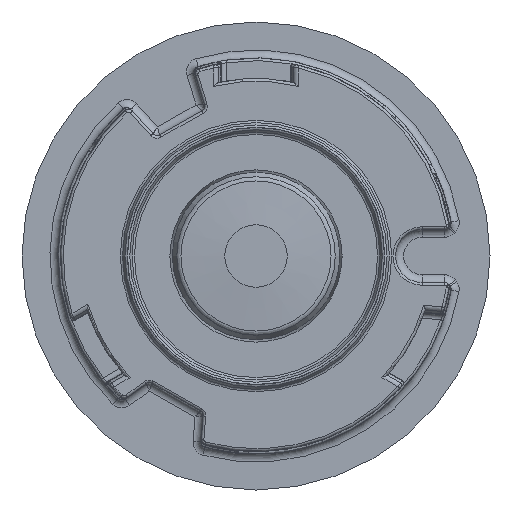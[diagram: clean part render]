
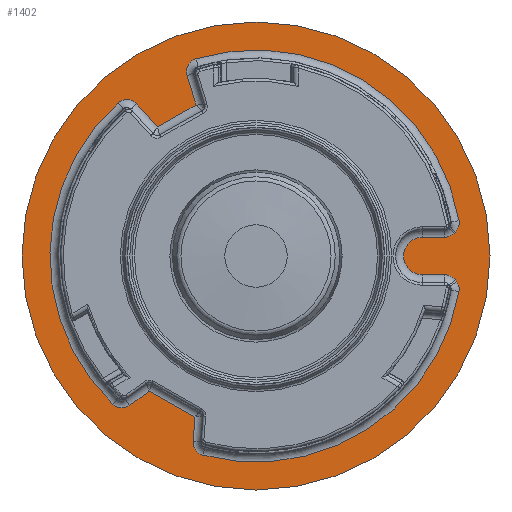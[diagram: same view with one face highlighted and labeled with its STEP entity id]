
A CAD part, left-side view. The second image highlights one B-rep face of the part: STEP entity #1402.
In plain terms, the highlighted planar face has unit normal (-1, 0, 0).
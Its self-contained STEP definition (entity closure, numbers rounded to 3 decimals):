
#1402=ADVANCED_FACE('',(#3408,#3409),#1968,.T.);
#1968=PLANE('',#10247);
#2261=LINE('',#14907,#2897);
#2262=LINE('',#14916,#2898);
#2263=LINE('',#14920,#2899);
#2264=LINE('',#14924,#2900);
#2265=LINE('',#14928,#2901);
#2266=LINE('',#14936,#2902);
#2267=LINE('',#14938,#2903);
#2268=LINE('',#14940,#2904);
#2269=LINE('',#14948,#2905);
#2270=LINE('',#14950,#2906);
#2897=VECTOR('',#11578,1.);
#2898=VECTOR('',#11585,1.);
#2899=VECTOR('',#11588,1.);
#2900=VECTOR('',#11591,1.);
#2901=VECTOR('',#11594,1.);
#2902=VECTOR('',#11601,1.);
#2903=VECTOR('',#11602,1.);
#2904=VECTOR('',#11603,1.);
#2905=VECTOR('',#11610,1.);
#2906=VECTOR('',#11611,1.);
#3408=FACE_BOUND('',#3569,.T.);
#3409=FACE_BOUND('',#3570,.T.);
#3569=EDGE_LOOP('',(#4488,#4489,#4490,#4491,#4492,#4493,#4494,#4495,#4496,
#4497,#4498,#4499,#4500,#4501,#4502,#4503,#4504,#4505,#4506,#4507,#4508,
#4509));
#3570=EDGE_LOOP('',(#4510));
#4488=ORIENTED_EDGE('',*,*,#8375,.T.);
#4489=ORIENTED_EDGE('',*,*,#8376,.T.);
#4490=ORIENTED_EDGE('',*,*,#8377,.T.);
#4491=ORIENTED_EDGE('',*,*,#8378,.T.);
#4492=ORIENTED_EDGE('',*,*,#8379,.T.);
#4493=ORIENTED_EDGE('',*,*,#8380,.T.);
#4494=ORIENTED_EDGE('',*,*,#8381,.T.);
#4495=ORIENTED_EDGE('',*,*,#8382,.T.);
#4496=ORIENTED_EDGE('',*,*,#8383,.T.);
#4497=ORIENTED_EDGE('',*,*,#8384,.T.);
#4498=ORIENTED_EDGE('',*,*,#8385,.T.);
#4499=ORIENTED_EDGE('',*,*,#8386,.T.);
#4500=ORIENTED_EDGE('',*,*,#8387,.T.);
#4501=ORIENTED_EDGE('',*,*,#8388,.T.);
#4502=ORIENTED_EDGE('',*,*,#8389,.T.);
#4503=ORIENTED_EDGE('',*,*,#8390,.T.);
#4504=ORIENTED_EDGE('',*,*,#8391,.T.);
#4505=ORIENTED_EDGE('',*,*,#8392,.T.);
#4506=ORIENTED_EDGE('',*,*,#8393,.T.);
#4507=ORIENTED_EDGE('',*,*,#8394,.T.);
#4508=ORIENTED_EDGE('',*,*,#8395,.T.);
#4509=ORIENTED_EDGE('',*,*,#8396,.T.);
#4510=ORIENTED_EDGE('',*,*,#8397,.F.);
#7384=VERTEX_POINT('',#14908);
#7385=VERTEX_POINT('',#14909);
#7386=VERTEX_POINT('',#14911);
#7387=VERTEX_POINT('',#14913);
#7388=VERTEX_POINT('',#14915);
#7389=VERTEX_POINT('',#14917);
#7390=VERTEX_POINT('',#14919);
#7391=VERTEX_POINT('',#14921);
#7392=VERTEX_POINT('',#14923);
#7393=VERTEX_POINT('',#14925);
#7394=VERTEX_POINT('',#14927);
#7395=VERTEX_POINT('',#14929);
#7396=VERTEX_POINT('',#14931);
#7397=VERTEX_POINT('',#14933);
#7398=VERTEX_POINT('',#14935);
#7399=VERTEX_POINT('',#14937);
#7400=VERTEX_POINT('',#14939);
#7401=VERTEX_POINT('',#14941);
#7402=VERTEX_POINT('',#14943);
#7403=VERTEX_POINT('',#14945);
#7404=VERTEX_POINT('',#14947);
#7405=VERTEX_POINT('',#14949);
#7406=VERTEX_POINT('',#14952);
#8375=EDGE_CURVE('',#7384,#7385,#2261,.T.);
#8376=EDGE_CURVE('',#7385,#7386,#9632,.T.);
#8377=EDGE_CURVE('',#7386,#7387,#9633,.T.);
#8378=EDGE_CURVE('',#7387,#7388,#9634,.T.);
#8379=EDGE_CURVE('',#7388,#7389,#2262,.T.);
#8380=EDGE_CURVE('',#7389,#7390,#9635,.T.);
#8381=EDGE_CURVE('',#7390,#7391,#2263,.T.);
#8382=EDGE_CURVE('',#7391,#7392,#9636,.T.);
#8383=EDGE_CURVE('',#7392,#7393,#2264,.T.);
#8384=EDGE_CURVE('',#7393,#7394,#9637,.T.);
#8385=EDGE_CURVE('',#7394,#7395,#2265,.T.);
#8386=EDGE_CURVE('',#7395,#7396,#9638,.T.);
#8387=EDGE_CURVE('',#7396,#7397,#9639,.T.);
#8388=EDGE_CURVE('',#7397,#7398,#9640,.T.);
#8389=EDGE_CURVE('',#7398,#7399,#2266,.T.);
#8390=EDGE_CURVE('',#7399,#7400,#2267,.T.);
#8391=EDGE_CURVE('',#7400,#7401,#2268,.T.);
#8392=EDGE_CURVE('',#7401,#7402,#9641,.T.);
#8393=EDGE_CURVE('',#7402,#7403,#9642,.T.);
#8394=EDGE_CURVE('',#7403,#7404,#9643,.T.);
#8395=EDGE_CURVE('',#7404,#7405,#2269,.T.);
#8396=EDGE_CURVE('',#7405,#7384,#2270,.T.);
#8397=EDGE_CURVE('',#7406,#7406,#9644,.T.);
#9632=CIRCLE('',#10234,0.5);
#9633=CIRCLE('',#10235,7.75);
#9634=CIRCLE('',#10236,0.5);
#9635=CIRCLE('',#10237,0.5);
#9636=CIRCLE('',#10238,0.7);
#9637=CIRCLE('',#10239,0.5);
#9638=CIRCLE('',#10240,0.5);
#9639=CIRCLE('',#10241,7.75);
#9640=CIRCLE('',#10242,0.5);
#9641=CIRCLE('',#10243,0.5);
#9642=CIRCLE('',#10244,7.75);
#9643=CIRCLE('',#10245,0.5);
#9644=CIRCLE('',#10246,8.8);
#10234=AXIS2_PLACEMENT_3D('',#14910,#11579,#11580);
#10235=AXIS2_PLACEMENT_3D('',#14912,#11581,#11582);
#10236=AXIS2_PLACEMENT_3D('',#14914,#11583,#11584);
#10237=AXIS2_PLACEMENT_3D('',#14918,#11586,#11587);
#10238=AXIS2_PLACEMENT_3D('',#14922,#11589,#11590);
#10239=AXIS2_PLACEMENT_3D('',#14926,#11592,#11593);
#10240=AXIS2_PLACEMENT_3D('',#14930,#11595,#11596);
#10241=AXIS2_PLACEMENT_3D('',#14932,#11597,#11598);
#10242=AXIS2_PLACEMENT_3D('',#14934,#11599,#11600);
#10243=AXIS2_PLACEMENT_3D('',#14942,#11604,#11605);
#10244=AXIS2_PLACEMENT_3D('',#14944,#11606,#11607);
#10245=AXIS2_PLACEMENT_3D('',#14946,#11608,#11609);
#10246=AXIS2_PLACEMENT_3D('',#14951,#11612,#11613);
#10247=AXIS2_PLACEMENT_3D('',#14953,#11614,#11615);
#11578=DIRECTION('',(0.,0.292,0.956));
#11579=DIRECTION('',(1.,0.,0.));
#11580=DIRECTION('',(0.,0.,1.));
#11581=DIRECTION('',(1.,0.,0.));
#11582=DIRECTION('',(0.,0.,1.));
#11583=DIRECTION('',(1.,0.,0.));
#11584=DIRECTION('',(0.,0.,1.));
#11585=DIRECTION('',(0.,0.697,-0.717));
#11586=DIRECTION('',(1.,0.,0.));
#11587=DIRECTION('',(0.,0.,1.));
#11588=DIRECTION('',(0.,1.,0.));
#11589=DIRECTION('',(-1.,0.,0.));
#11590=DIRECTION('',(0.,0.,1.));
#11591=DIRECTION('',(0.,-1.,0.));
#11592=DIRECTION('',(1.,0.,0.));
#11593=DIRECTION('',(0.,0.,1.));
#11594=DIRECTION('',(0.,-0.596,-0.803));
#11595=DIRECTION('',(1.,0.,0.));
#11596=DIRECTION('',(0.,0.,1.));
#11597=DIRECTION('',(1.,0.,0.));
#11598=DIRECTION('',(0.,0.,1.));
#11599=DIRECTION('',(1.,0.,0.));
#11600=DIRECTION('',(0.,0.,1.));
#11601=DIRECTION('',(0.,-0.078,0.997));
#11602=DIRECTION('',(0.,0.87,0.492));
#11603=DIRECTION('',(0.,0.814,-0.581));
#11604=DIRECTION('',(1.,0.,0.));
#11605=DIRECTION('',(0.,0.,1.));
#11606=DIRECTION('',(1.,0.,0.));
#11607=DIRECTION('',(0.,0.,1.));
#11608=DIRECTION('',(1.,0.,0.));
#11609=DIRECTION('',(0.,0.,1.));
#11610=DIRECTION('',(0.,-0.669,-0.743));
#11611=DIRECTION('',(0.,-0.87,0.492));
#11612=DIRECTION('',(1.,0.,0.));
#11613=DIRECTION('',(0.,0.,-1.));
#11614=DIRECTION('',(-1.,0.,0.));
#11615=DIRECTION('',(0.,0.,-1.));
#14907=CARTESIAN_POINT('',(7.2,2.593,6.788));
#14908=CARTESIAN_POINT('',(7.2,2.253,5.676));
#14909=CARTESIAN_POINT('',(7.2,2.593,6.788));
#14910=CARTESIAN_POINT('',(7.2,2.115,6.935));
#14911=CARTESIAN_POINT('',(7.2,2.261,7.413));
#14912=CARTESIAN_POINT('',(7.2,0.,0.));
#14913=CARTESIAN_POINT('',(7.2,-7.634,1.333));
#14914=CARTESIAN_POINT('',(7.2,-7.142,1.247));
#14915=CARTESIAN_POINT('',(7.2,-7.5,0.899));
#14916=CARTESIAN_POINT('',(7.2,-7.454,0.851));
#14917=CARTESIAN_POINT('',(7.2,-7.454,0.851));
#14918=CARTESIAN_POINT('',(7.2,-7.096,1.2));
#14919=CARTESIAN_POINT('',(7.2,-7.096,0.7));
#14920=CARTESIAN_POINT('',(7.2,-6.25,0.7));
#14921=CARTESIAN_POINT('',(7.2,-6.25,0.7));
#14922=CARTESIAN_POINT('',(7.2,-6.25,0.));
#14923=CARTESIAN_POINT('',(7.2,-6.25,-0.7));
#14924=CARTESIAN_POINT('',(7.2,-7.101,-0.7));
#14925=CARTESIAN_POINT('',(7.2,-7.101,-0.7));
#14926=CARTESIAN_POINT('',(7.2,-7.101,-1.2));
#14927=CARTESIAN_POINT('',(7.2,-7.503,-0.902));
#14928=CARTESIAN_POINT('',(7.2,-7.542,-0.955));
#14929=CARTESIAN_POINT('',(7.2,-7.542,-0.955));
#14930=CARTESIAN_POINT('',(7.2,-7.141,-1.253));
#14931=CARTESIAN_POINT('',(7.2,-7.633,-1.339));
#14932=CARTESIAN_POINT('',(7.2,0.,0.));
#14933=CARTESIAN_POINT('',(7.2,1.997,-7.488));
#14934=CARTESIAN_POINT('',(7.2,1.868,-7.005));
#14935=CARTESIAN_POINT('',(7.2,2.367,-6.966));
#14936=CARTESIAN_POINT('',(7.2,1.807,0.142));
#14937=CARTESIAN_POINT('',(7.2,2.295,-6.055));
#14938=CARTESIAN_POINT('',(7.2,3.152,-5.57));
#14939=CARTESIAN_POINT('',(7.2,4.008,-5.086));
#14940=CARTESIAN_POINT('',(7.2,-1.053,-1.476));
#14941=CARTESIAN_POINT('',(7.2,4.752,-5.617));
#14942=CARTESIAN_POINT('',(7.2,5.042,-5.209));
#14943=CARTESIAN_POINT('',(7.2,5.39,-5.569));
#14944=CARTESIAN_POINT('',(7.2,0.,0.));
#14945=CARTESIAN_POINT('',(7.2,5.19,5.756));
#14946=CARTESIAN_POINT('',(7.2,4.855,5.384));
#14947=CARTESIAN_POINT('',(7.2,4.483,5.719));
#14948=CARTESIAN_POINT('',(7.2,3.652,4.795));
#14949=CARTESIAN_POINT('',(7.2,3.705,4.855));
#14950=CARTESIAN_POINT('',(7.2,2.183,5.716));
#14951=CARTESIAN_POINT('',(7.2,0.,0.));
#14952=CARTESIAN_POINT('',(7.2,0.,-8.8));
#14953=CARTESIAN_POINT('',(7.2,0.,0.));
